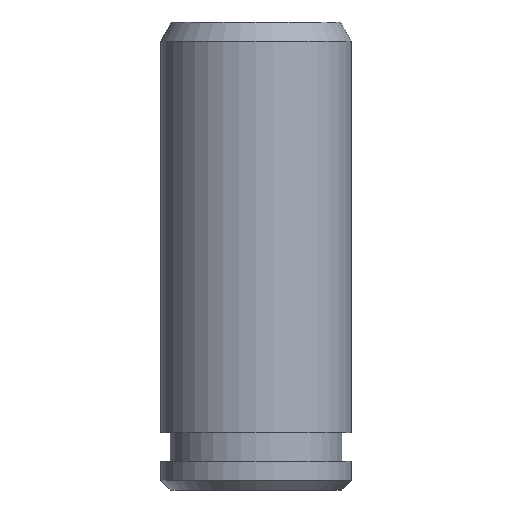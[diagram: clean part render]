
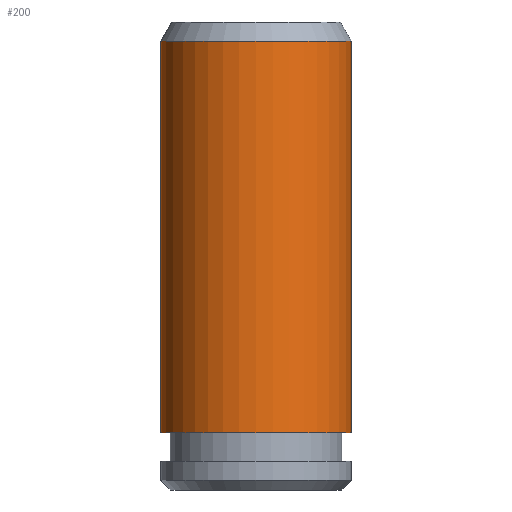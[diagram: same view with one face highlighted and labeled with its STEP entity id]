
A CAD part, left-side view. The second image highlights one B-rep face of the part: STEP entity #200.
In plain terms, the highlighted cylindrical face has radius 5 mm (diameter 10 mm), a partial arc.
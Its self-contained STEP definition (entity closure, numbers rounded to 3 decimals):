
#108=VERTEX_POINT('NONE',#281);
#152=VERTEX_POINT('NONE',#331);
#172=VERTEX_POINT('NONE',#353);
#188=VERTEX_POINT('NONE',#371);
#190=EDGE_CURVE('NONE',#188,#152,#373,.T.);
#200=ADVANCED_FACE('NONE',(#384),#385,.T.);
#222=EDGE_CURVE('NONE',#108,#172,#410,.T.);
#224=EDGE_CURVE('NONE',#172,#152,#412,.T.);
#238=EDGE_CURVE('NONE',#108,#188,#428,.T.);
#281=CARTESIAN_POINT('',(0.0,-5.0,23.5));
#331=CARTESIAN_POINT('',(0.,5.0,3.0));
#353=CARTESIAN_POINT('',(0.0,-5.0,3.0));
#371=CARTESIAN_POINT('',(0.,5.0,23.5));
#373=LINE('',#577,#578);
#384=FACE_OUTER_BOUND('',#593,.T.);
#385=CYLINDRICAL_SURFACE('',#594,5.0);
#410=LINE('',#629,#630);
#412=CIRCLE('',#633,5.0);
#428=CIRCLE('',#655,5.0);
#577=CARTESIAN_POINT('',(0.,5.0,-1.136));
#578=VECTOR('',#793,1000.0);
#593=EDGE_LOOP('',(#810,#811,#812,#813));
#594=AXIS2_PLACEMENT_3D('',#814,#815,#816);
#629=CARTESIAN_POINT('',(0.0,-5.0,-1.136));
#630=VECTOR('',#850,1000.0);
#633=AXIS2_PLACEMENT_3D('',#851,#852,#853);
#655=AXIS2_PLACEMENT_3D('',#880,#881,#882);
#793=DIRECTION('',(0.0,0.0,-1.0));
#810=ORIENTED_EDGE('',*,*,#238,.T.);
#811=ORIENTED_EDGE('',*,*,#190,.T.);
#812=ORIENTED_EDGE('',*,*,#224,.F.);
#813=ORIENTED_EDGE('',*,*,#222,.F.);
#814=CARTESIAN_POINT('',(0.0,0.0,-1.136));
#815=DIRECTION('',(0.0,-0.0,-1.0));
#816=DIRECTION('',(0.0,-1.0,0.0));
#850=DIRECTION('',(0.0,0.0,-1.0));
#851=CARTESIAN_POINT('',(0.0,0.0,3.0));
#852=DIRECTION('',(0.0,0.0,-1.0));
#853=DIRECTION('',(0.0,-1.0,0.0));
#880=CARTESIAN_POINT('',(0.0,0.0,23.5));
#881=DIRECTION('',(0.0,0.0,-1.0));
#882=DIRECTION('',(0.0,-1.0,0.0));
